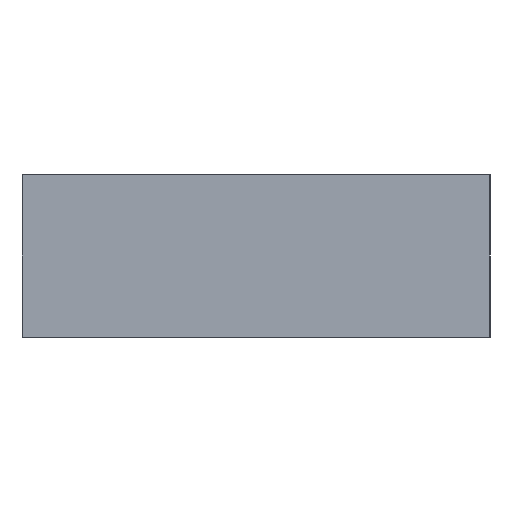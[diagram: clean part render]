
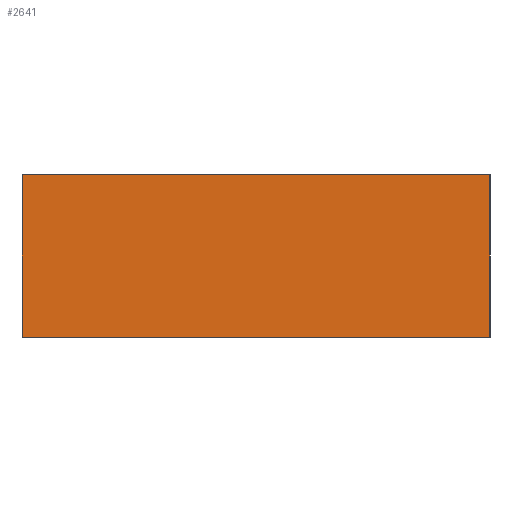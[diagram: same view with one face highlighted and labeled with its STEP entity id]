
A CAD part, left-side view. The second image highlights one B-rep face of the part: STEP entity #2641.
In plain terms, the highlighted planar face has unit normal (-1, 0, 0).
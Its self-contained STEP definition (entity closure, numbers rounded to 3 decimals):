
#23=FACE_OUTER_BOUND('',#158,.T.);
#158=EDGE_LOOP('',(#1757,#1758,#1759,#1760));
#299=LINE('',#3582,#689);
#326=LINE('',#3635,#716);
#327=LINE('',#3637,#717);
#328=LINE('',#3638,#718);
#689=VECTOR('',#2919,10.);
#716=VECTOR('',#2948,10.);
#717=VECTOR('',#2949,10.);
#718=VECTOR('',#2950,10.);
#1079=VERTEX_POINT('',#3580);
#1080=VERTEX_POINT('',#3581);
#1105=VERTEX_POINT('',#3634);
#1106=VERTEX_POINT('',#3636);
#1339=EDGE_CURVE('',#1079,#1080,#299,.T.);
#1366=EDGE_CURVE('',#1105,#1079,#326,.T.);
#1367=EDGE_CURVE('',#1105,#1106,#327,.T.);
#1368=EDGE_CURVE('',#1080,#1106,#328,.T.);
#1757=ORIENTED_EDGE('',*,*,#1366,.F.);
#1758=ORIENTED_EDGE('',*,*,#1367,.T.);
#1759=ORIENTED_EDGE('',*,*,#1368,.F.);
#1760=ORIENTED_EDGE('',*,*,#1339,.F.);
#2507=PLANE('',#2777);
#2641=ADVANCED_FACE('',(#23),#2507,.T.);
#2777=AXIS2_PLACEMENT_3D('',#3633,#2946,#2947);
#2919=DIRECTION('',(0.,0.,1.));
#2946=DIRECTION('center_axis',(-1.,0.,0.));
#2947=DIRECTION('ref_axis',(0.,0.,1.));
#2948=DIRECTION('',(0.,1.,0.));
#2949=DIRECTION('',(0.,0.,1.));
#2950=DIRECTION('',(0.,-1.,0.));
#3580=CARTESIAN_POINT('',(-77.5,49.,0.));
#3581=CARTESIAN_POINT('',(-77.5,49.,17.));
#3582=CARTESIAN_POINT('',(-77.5,49.,0.));
#3633=CARTESIAN_POINT('Origin',(-77.5,49.,8.5));
#3634=CARTESIAN_POINT('',(-77.5,0.,0.));
#3635=CARTESIAN_POINT('',(-77.5,0.,0.));
#3636=CARTESIAN_POINT('',(-77.5,0.,17.));
#3637=CARTESIAN_POINT('',(-77.5,0.,0.));
#3638=CARTESIAN_POINT('',(-77.5,49.,17.));
